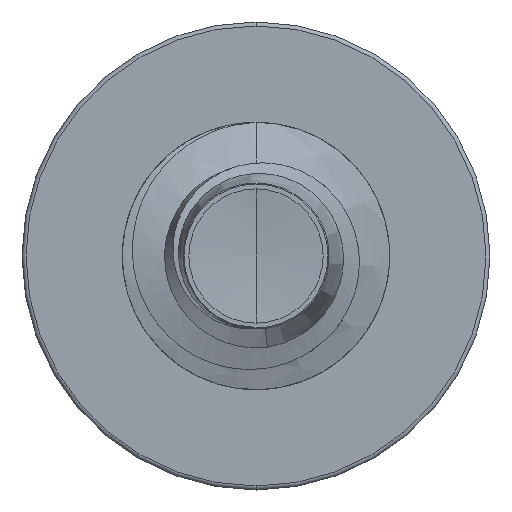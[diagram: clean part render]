
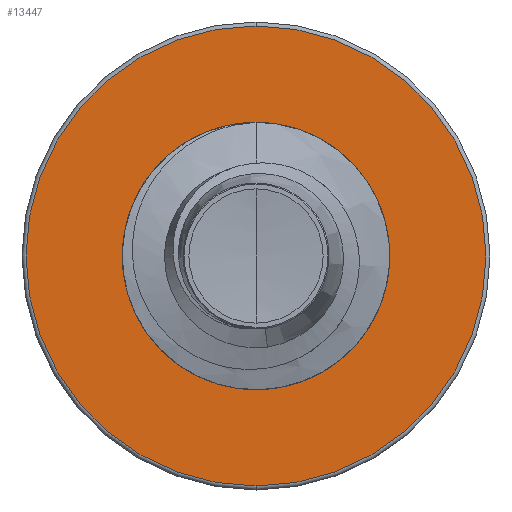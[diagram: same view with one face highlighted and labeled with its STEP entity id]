
A CAD part, front view. The second image highlights one B-rep face of the part: STEP entity #13447.
In plain terms, the highlighted planar face has unit normal (0, -1, 0).
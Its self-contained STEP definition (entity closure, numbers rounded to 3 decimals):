
#2153 = VERTEX_POINT ( 'NONE', #5480 ) ;
#3372 = CARTESIAN_POINT ( 'NONE',  ( 0., 12.5, -1.989 ) ) ;
#3762 = AXIS2_PLACEMENT_3D ( 'NONE', #16890, #8990, #18032 ) ;
#3933 = AXIS2_PLACEMENT_3D ( 'NONE', #15077, #6742, #16359 ) ;
#4234 = DIRECTION ( 'NONE',  ( 0., 1., 0. ) ) ;
#4631 = AXIS2_PLACEMENT_3D ( 'NONE', #13169, #4234, #14496 ) ;
#5146 = AXIS2_PLACEMENT_3D ( 'NONE', #15697, #7501, #16964 ) ;
#5365 = AXIS2_PLACEMENT_3D ( 'NONE', #5614, #15478, #7233 ) ;
#5480 = CARTESIAN_POINT ( 'NONE',  ( 0., 12.5, 1.989 ) ) ;
#5614 = CARTESIAN_POINT ( 'NONE',  ( 0., 12.5, 0. ) ) ;
#5778 = CIRCLE ( 'NONE', #5146, 3.44 ) ;
#6742 = DIRECTION ( 'NONE',  ( 0., 1., 0. ) ) ;
#6788 = CIRCLE ( 'NONE', #3933, 1.989 ) ;
#7032 = FACE_BOUND ( 'NONE', #14923, .T. ) ;
#7233 = DIRECTION ( 'NONE',  ( 0., 0., 1. ) ) ;
#7501 = DIRECTION ( 'NONE',  ( 0., 1., 0. ) ) ;
#8239 = ORIENTED_EDGE ( 'NONE', *, *, #12685, .F. ) ;
#8243 = EDGE_LOOP ( 'NONE', ( #8239, #11955 ) ) ;
#8990 = DIRECTION ( 'NONE',  ( 0., 1., 0. ) ) ;
#8996 = VERTEX_POINT ( 'NONE', #3372 ) ;
#10312 = CIRCLE ( 'NONE', #5365, 3.44 ) ;
#10500 = PLANE ( 'NONE',  #4631 ) ;
#10512 = FACE_OUTER_BOUND ( 'NONE', #8243, .T. ) ;
#10634 = CARTESIAN_POINT ( 'NONE',  ( 0., 12.5, 3.44 ) ) ;
#11955 = ORIENTED_EDGE ( 'NONE', *, *, #12860, .F. ) ;
#12685 = EDGE_CURVE ( 'NONE', #15442, #17080, #10312, .T. ) ;
#12860 = EDGE_CURVE ( 'NONE', #17080, #15442, #5778, .T. ) ;
#13169 = CARTESIAN_POINT ( 'NONE',  ( 0., 12.5, -1.989 ) ) ;
#13447 = ADVANCED_FACE ( 'NONE', ( #10512, #7032 ), #10500, .F. ) ;
#14056 = CARTESIAN_POINT ( 'NONE',  ( 0., 12.5, -3.44 ) ) ;
#14135 = EDGE_CURVE ( 'NONE', #8996, #2153, #6788, .T. ) ;
#14287 = EDGE_CURVE ( 'NONE', #2153, #8996, #16827, .T. ) ;
#14496 = DIRECTION ( 'NONE',  ( 0., 0., 1. ) ) ;
#14923 = EDGE_LOOP ( 'NONE', ( #15426, #18619 ) ) ;
#15077 = CARTESIAN_POINT ( 'NONE',  ( 0., 12.5, 0. ) ) ;
#15426 = ORIENTED_EDGE ( 'NONE', *, *, #14287, .T. ) ;
#15442 = VERTEX_POINT ( 'NONE', #10634 ) ;
#15478 = DIRECTION ( 'NONE',  ( 0., 1., 0. ) ) ;
#15697 = CARTESIAN_POINT ( 'NONE',  ( 0., 12.5, 0. ) ) ;
#16359 = DIRECTION ( 'NONE',  ( 0., 0., 1. ) ) ;
#16827 = CIRCLE ( 'NONE', #3762, 1.989 ) ;
#16890 = CARTESIAN_POINT ( 'NONE',  ( 0., 12.5, 0. ) ) ;
#16964 = DIRECTION ( 'NONE',  ( 0., 0., 1. ) ) ;
#17080 = VERTEX_POINT ( 'NONE', #14056 ) ;
#18032 = DIRECTION ( 'NONE',  ( 0., 0., 1. ) ) ;
#18619 = ORIENTED_EDGE ( 'NONE', *, *, #14135, .T. ) ;
